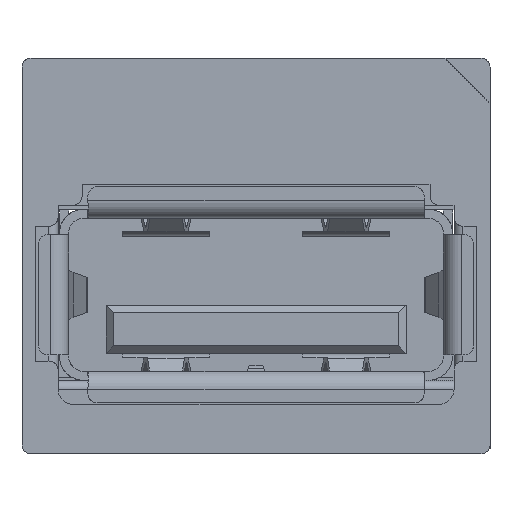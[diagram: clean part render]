
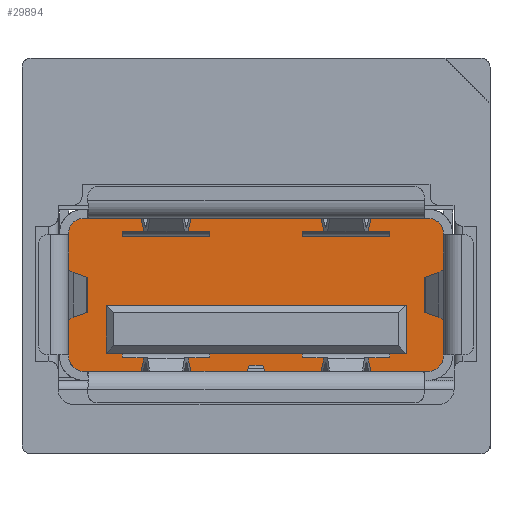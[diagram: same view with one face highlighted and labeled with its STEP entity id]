
A CAD part, front view. The second image highlights one B-rep face of the part: STEP entity #29894.
In plain terms, the highlighted planar face has unit normal (0, -1, 0).
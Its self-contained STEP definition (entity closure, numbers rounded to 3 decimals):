
#25514=AXIS2_PLACEMENT_3D('Circle Axis2P3D',#25512,#25513,$) ;
#29815=AXIS2_PLACEMENT_3D('Circle Axis2P3D',#29813,#29814,$) ;
#29829=AXIS2_PLACEMENT_3D('Plane Axis2P3D',#29826,#29827,#29828) ;
#29833=AXIS2_PLACEMENT_3D('Circle Axis2P3D',#29831,#29832,$) ;
#29840=AXIS2_PLACEMENT_3D('Circle Axis2P3D',#29838,#29839,$) ;
#25509=CARTESIAN_POINT('Vertex',(2.05,15.2,2.75)) ;
#25512=CARTESIAN_POINT('Axis2P3D Location',(2.05,15.2,3.25)) ;
#25516=CARTESIAN_POINT('Vertex',(1.55,15.2,3.25)) ;
#25556=CARTESIAN_POINT('Line Origine',(1.55,15.2,5.3)) ;
#25560=CARTESIAN_POINT('Vertex',(1.55,15.2,7.35)) ;
#25851=CARTESIAN_POINT('Vertex',(13.55,15.2,2.75)) ;
#25854=CARTESIAN_POINT('Line Origine',(7.8,15.2,2.75)) ;
#29631=CARTESIAN_POINT('Vertex',(2.05,15.2,7.85)) ;
#29634=CARTESIAN_POINT('Line Origine',(7.8,15.2,7.85)) ;
#29638=CARTESIAN_POINT('Vertex',(13.55,15.2,7.85)) ;
#29813=CARTESIAN_POINT('Axis2P3D Location',(2.05,15.2,7.35)) ;
#29826=CARTESIAN_POINT('Axis2P3D Location',(13.55,15.2,7.35)) ;
#29831=CARTESIAN_POINT('Axis2P3D Location',(13.55,15.2,7.35)) ;
#29835=CARTESIAN_POINT('Vertex',(14.05,15.2,7.35)) ;
#29838=CARTESIAN_POINT('Axis2P3D Location',(13.55,15.2,3.25)) ;
#29842=CARTESIAN_POINT('Vertex',(14.05,15.2,3.25)) ;
#29845=CARTESIAN_POINT('Line Origine',(14.05,15.2,5.3)) ;
#29860=CARTESIAN_POINT('Line Origine',(12.8,15.2,4.15)) ;
#29864=CARTESIAN_POINT('Vertex',(12.8,15.2,3.35)) ;
#29866=CARTESIAN_POINT('Vertex',(12.8,15.2,4.95)) ;
#29869=CARTESIAN_POINT('Line Origine',(7.8,15.2,3.35)) ;
#29873=CARTESIAN_POINT('Vertex',(2.8,15.2,3.35)) ;
#29876=CARTESIAN_POINT('Line Origine',(2.8,15.2,4.15)) ;
#29880=CARTESIAN_POINT('Vertex',(2.8,15.2,4.95)) ;
#29883=CARTESIAN_POINT('Line Origine',(7.8,15.2,4.95)) ;
#25513=DIRECTION('Axis2P3D Direction',(0.,-1.,0.)) ;
#25557=DIRECTION('Vector Direction',(0.,0.,-1.)) ;
#25855=DIRECTION('Vector Direction',(1.,0.,0.)) ;
#29635=DIRECTION('Vector Direction',(-1.,0.,0.)) ;
#29814=DIRECTION('Axis2P3D Direction',(0.,-1.,0.)) ;
#29827=DIRECTION('Axis2P3D Direction',(0.,-1.,0.)) ;
#29828=DIRECTION('Axis2P3D XDirection',(-1.,0.,0.)) ;
#29832=DIRECTION('Axis2P3D Direction',(0.,-1.,0.)) ;
#29839=DIRECTION('Axis2P3D Direction',(0.,-1.,0.)) ;
#29846=DIRECTION('Vector Direction',(0.,0.,1.)) ;
#29861=DIRECTION('Vector Direction',(0.,0.,1.)) ;
#29870=DIRECTION('Vector Direction',(1.,0.,0.)) ;
#29877=DIRECTION('Vector Direction',(0.,0.,-1.)) ;
#29884=DIRECTION('Vector Direction',(-1.,0.,0.)) ;
#25558=VECTOR('Line Direction',#25557,1.) ;
#25856=VECTOR('Line Direction',#25855,1.) ;
#29636=VECTOR('Line Direction',#29635,1.) ;
#29847=VECTOR('Line Direction',#29846,1.) ;
#29862=VECTOR('Line Direction',#29861,1.) ;
#29871=VECTOR('Line Direction',#29870,1.) ;
#29878=VECTOR('Line Direction',#29877,1.) ;
#29885=VECTOR('Line Direction',#29884,1.) ;
#29851=ORIENTED_EDGE('',*,*,#29837,.T.) ;
#29852=ORIENTED_EDGE('',*,*,#29640,.T.) ;
#29853=ORIENTED_EDGE('',*,*,#29817,.T.) ;
#29854=ORIENTED_EDGE('',*,*,#25562,.T.) ;
#29855=ORIENTED_EDGE('',*,*,#25518,.T.) ;
#29856=ORIENTED_EDGE('',*,*,#25858,.T.) ;
#29857=ORIENTED_EDGE('',*,*,#29844,.T.) ;
#29858=ORIENTED_EDGE('',*,*,#29849,.T.) ;
#29889=ORIENTED_EDGE('',*,*,#29868,.F.) ;
#29890=ORIENTED_EDGE('',*,*,#29875,.F.) ;
#29891=ORIENTED_EDGE('',*,*,#29882,.F.) ;
#29892=ORIENTED_EDGE('',*,*,#29887,.F.) ;
#29893=FACE_BOUND('',#29888,.T.) ;
#29894=ADVANCED_FACE('Hauptk\X2\00F6\X0\rper',(#29859,#29893),#29830,.T.) ;
#25515=CIRCLE('generated circle',#25514,0.5) ;
#29816=CIRCLE('generated circle',#29815,0.5) ;
#29834=CIRCLE('generated circle',#29833,0.5) ;
#29841=CIRCLE('generated circle',#29840,0.5) ;
#25518=EDGE_CURVE('',#25517,#25510,#25515,.T.) ;
#25562=EDGE_CURVE('',#25561,#25517,#25559,.T.) ;
#25858=EDGE_CURVE('',#25510,#25852,#25857,.T.) ;
#29640=EDGE_CURVE('',#29639,#29632,#29637,.T.) ;
#29817=EDGE_CURVE('',#29632,#25561,#29816,.T.) ;
#29837=EDGE_CURVE('',#29836,#29639,#29834,.T.) ;
#29844=EDGE_CURVE('',#25852,#29843,#29841,.T.) ;
#29849=EDGE_CURVE('',#29843,#29836,#29848,.T.) ;
#29868=EDGE_CURVE('',#29865,#29867,#29863,.T.) ;
#29875=EDGE_CURVE('',#29874,#29865,#29872,.T.) ;
#29882=EDGE_CURVE('',#29881,#29874,#29879,.T.) ;
#29887=EDGE_CURVE('',#29867,#29881,#29886,.T.) ;
#29850=EDGE_LOOP('',(#29851,#29852,#29853,#29854,#29855,#29856,#29857,#29858)) ;
#29888=EDGE_LOOP('',(#29889,#29890,#29891,#29892)) ;
#29859=FACE_OUTER_BOUND('',#29850,.T.) ;
#25559=LINE('Line',#25556,#25558) ;
#25857=LINE('Line',#25854,#25856) ;
#29637=LINE('Line',#29634,#29636) ;
#29848=LINE('Line',#29845,#29847) ;
#29863=LINE('Line',#29860,#29862) ;
#29872=LINE('Line',#29869,#29871) ;
#29879=LINE('Line',#29876,#29878) ;
#29886=LINE('Line',#29883,#29885) ;
#29830=PLANE('',#29829) ;
#25510=VERTEX_POINT('',#25509) ;
#25517=VERTEX_POINT('',#25516) ;
#25561=VERTEX_POINT('',#25560) ;
#25852=VERTEX_POINT('',#25851) ;
#29632=VERTEX_POINT('',#29631) ;
#29639=VERTEX_POINT('',#29638) ;
#29836=VERTEX_POINT('',#29835) ;
#29843=VERTEX_POINT('',#29842) ;
#29865=VERTEX_POINT('',#29864) ;
#29867=VERTEX_POINT('',#29866) ;
#29874=VERTEX_POINT('',#29873) ;
#29881=VERTEX_POINT('',#29880) ;
